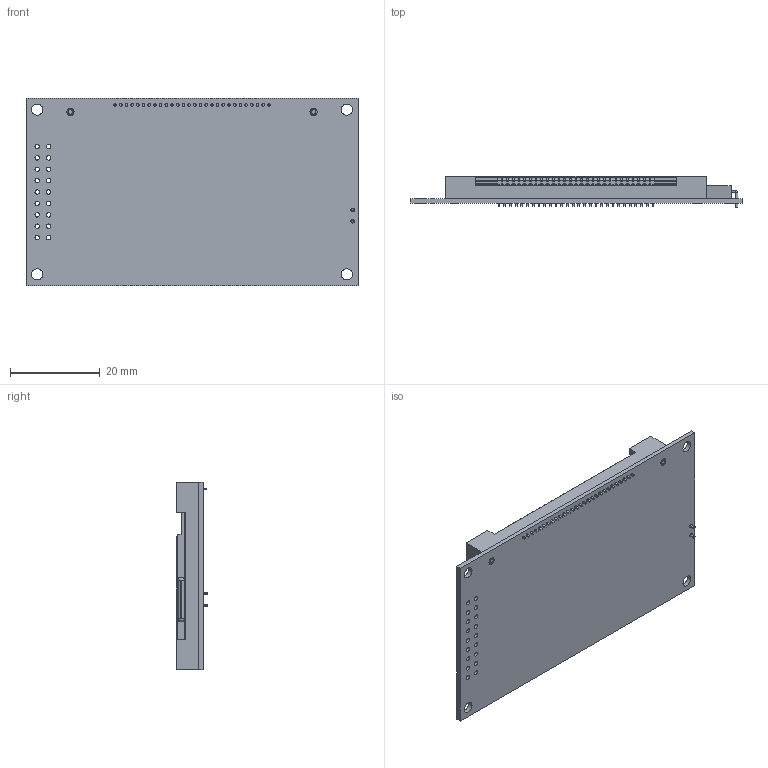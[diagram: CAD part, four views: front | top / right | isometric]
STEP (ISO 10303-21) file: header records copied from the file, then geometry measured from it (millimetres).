
FILE_DESCRIPTION((''),'2;1');
FILE_NAME('16475_ASM','2021-09-06T',('caizhe'),(''),'PRO/ENGINEER BY PARAMETRIC TECHNOLOGY CORPORATION, 2005030','PRO/ENGINEER BY PARAMETRIC TECHNOLOGY CORPORATION, 2005030','');
FILE_SCHEMA(('CONFIG_CONTROL_DESIGN'));
Length unit declared in the file: millimetre
Products named in the file (5): 16475LED; 13671_LCD_A; 16475PIN; 16475PCB; 16475_ASM
Assembly tree (31 placements, depth 2):
  16475_ASM
    16475LED
    13671_LCD_A
    16475PIN  x28
    16475PCB
Bounding box: 74 x 7 x 41.7 mm (x, y, z)
Volume: 13928.7 mm3; surface area: 17747.6 mm2
Topology: 31 solids, 31 shells, 956 faces, 2650 edges, 1758 vertices
Faces by surface type: plane 594, cylinder 352, bspline 6, torus 4
Entity records: 8901 total; most frequent: CARTESIAN_POINT 1616, DIRECTION 1556, ORIENTED_EDGE 1404, EDGE_CURVE 702, AXIS2_PLACEMENT_3D 570, VERTEX_POINT 462, VECTOR 416, LINE 416
